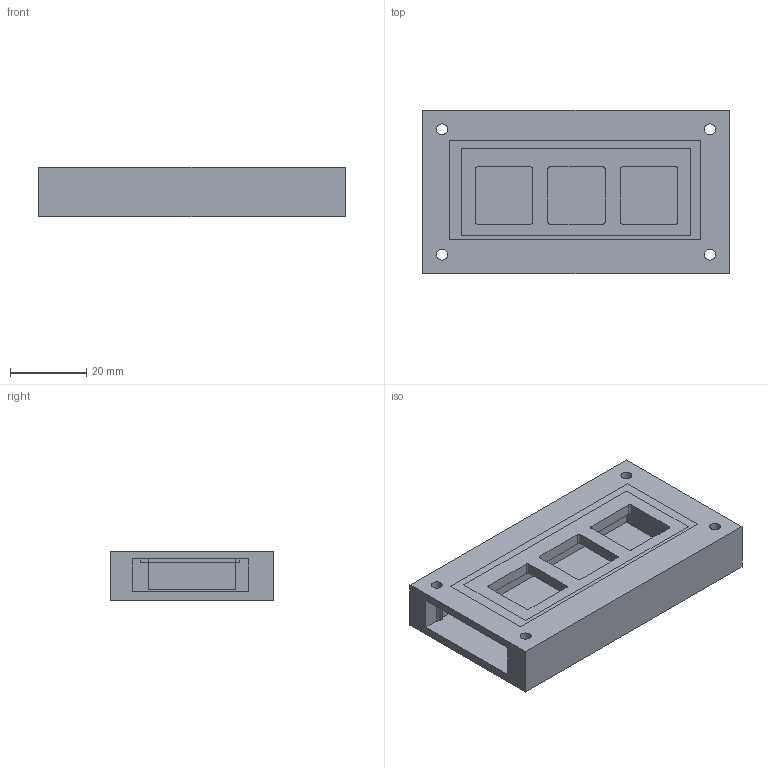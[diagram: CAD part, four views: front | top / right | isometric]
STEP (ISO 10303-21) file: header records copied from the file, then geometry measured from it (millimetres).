
FILE_DESCRIPTION(/* description */ (''),/* implementation_level */ '2;1');
FILE_NAME(/* name */ 'macropad.step',/* time_stamp */ '2026-02-19T17:31:06-08:00',/* author */ (''),/* organization */ (''),/* preprocessor_version */ 'ST-DEVELOPER v20.1',/* originating_system */ 'Autodesk Translation Framework v14.24.0.0',/* authorisation */ '');
FILE_SCHEMA (('AUTOMOTIVE_DESIGN { 1 0 10303 214 3 1 1 }'));
Length unit declared in the file: millimetre
Products named in the file (1): 2026-02-19-14-57-55-785
Bounding box: 80.4 x 42.9 x 13 mm (x, y, z)
Volume: 31099.1 mm3; surface area: 15724 mm2
Topology: 2 solids, 2 shells, 53 faces, 148 edges, 98 vertices
Faces by surface type: plane 37, cylinder 16
Full cylindrical faces by diameter (mm): 2.9 x4
Entity records: 1768 total; most frequent: CARTESIAN_POINT 300, ORIENTED_EDGE 296, DIRECTION 290, EDGE_CURVE 148, LINE 114, VECTOR 114, VERTEX_POINT 98, AXIS2_PLACEMENT_3D 88
